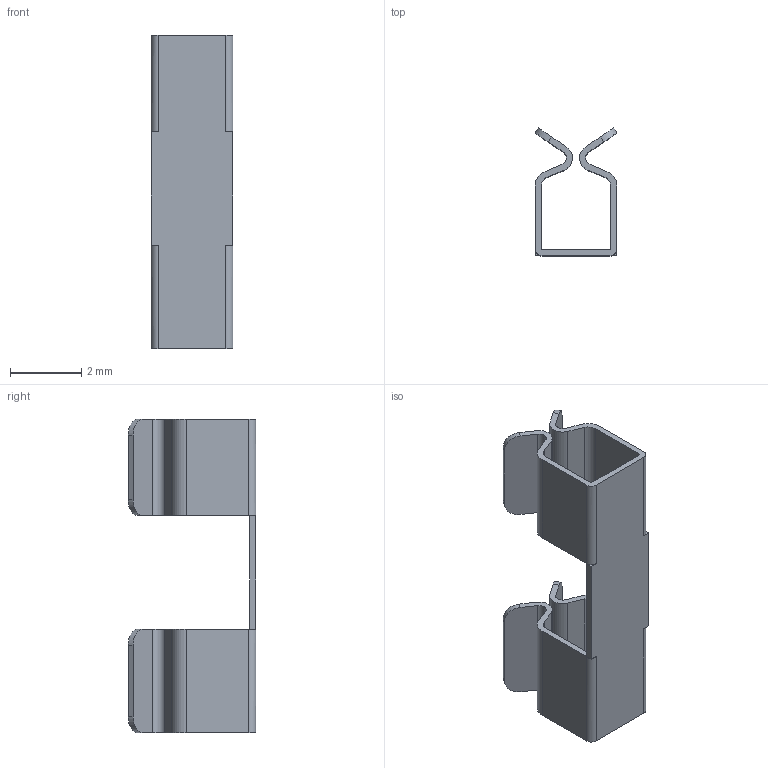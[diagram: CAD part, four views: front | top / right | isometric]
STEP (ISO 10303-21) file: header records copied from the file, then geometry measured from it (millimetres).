
FILE_DESCRIPTION(/* description */ (''),/* implementation_level */ '2;1');
FILE_NAME(/* name */ 'harwin_Sx711.step',/* time_stamp */ '2019-05-08T17:24:05+02:00',/* author */ (''),/* organization */ (''),/* preprocessor_version */ 'ST-DEVELOPER v18',/* originating_system */ 'Autodesk Translation Framework v8.2.0.1029',/* authorisation */ '');
FILE_SCHEMA (('AUTOMOTIVE_DESIGN { 1 0 10303 214 3 1 1 }'));
Length unit declared in the file: millimetre
Products named in the file (1): (Unsaved)
Bounding box: 2.3 x 3.59 x 8.8 mm (x, y, z)
Volume: 11.5 mm3; surface area: 144.3 mm2
Topology: 1 solids, 1 shells, 74 faces, 212 edges, 140 vertices
Faces by surface type: plane 42, cylinder 32
Entity records: 2472 total; most frequent: DIRECTION 430, CARTESIAN_POINT 427, ORIENTED_EDGE 424, EDGE_CURVE 212, LINE 144, VECTOR 144, AXIS2_PLACEMENT_3D 143, VERTEX_POINT 140
